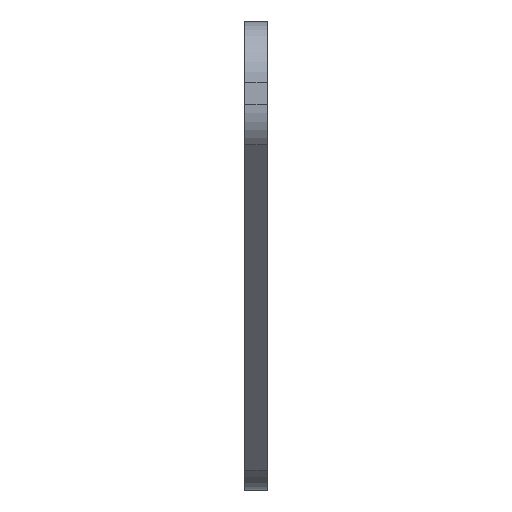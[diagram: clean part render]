
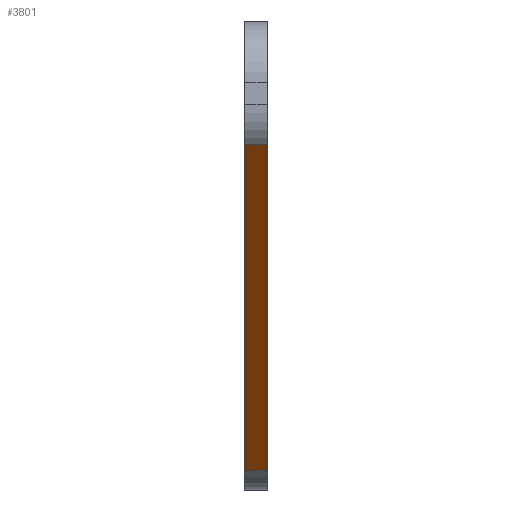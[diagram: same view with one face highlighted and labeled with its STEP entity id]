
A CAD part, left-side view. The second image highlights one B-rep face of the part: STEP entity #3801.
In plain terms, the highlighted planar face has unit normal (-0.737, 0, -0.676).
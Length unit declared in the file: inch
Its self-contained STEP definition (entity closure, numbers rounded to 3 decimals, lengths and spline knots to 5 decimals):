
#171 = CARTESIAN_POINT ( 'NONE',  ( 0.13142, 0., -1.01837 ) ) ;
#206 = VERTEX_POINT ( 'NONE', #2067 ) ;
#367 = DIRECTION ( 'NONE',  ( 0.676, 0., -0.737 ) ) ;
#368 = VECTOR ( 'NONE', #367, 39.37008 ) ;
#374 = ORIENTED_EDGE ( 'NONE', *, *, #2219, .T. ) ;
#398 = VECTOR ( 'NONE', #3671, 39.37008 ) ;
#453 = CARTESIAN_POINT ( 'NONE',  ( 0.13142, 0., -1.01837 ) ) ;
#537 = PLANE ( 'NONE',  #5417 ) ;
#559 = CARTESIAN_POINT ( 'NONE',  ( 0., 0.1875, -0.875 ) ) ;
#623 = DIRECTION ( 'NONE',  ( 0., 1., 0. ) ) ;
#640 = ORIENTED_EDGE ( 'NONE', *, *, #975, .F. ) ;
#975 = EDGE_CURVE ( 'NONE', #1475, #3881, #5051, .T. ) ;
#1274 = CARTESIAN_POINT ( 'NONE',  ( 0., 0., -0.875 ) ) ;
#1425 = CARTESIAN_POINT ( 'NONE',  ( 0., 0., -0.875 ) ) ;
#1441 = DIRECTION ( 'NONE',  ( 0.737, 0., 0.676 ) ) ;
#1475 = VERTEX_POINT ( 'NONE', #453 ) ;
#1906 = FACE_OUTER_BOUND ( 'NONE', #4723, .T. ) ;
#2067 = CARTESIAN_POINT ( 'NONE',  ( 0.13142, 0.1875, -1.01837 ) ) ;
#2190 = LINE ( 'NONE', #171, #4212 ) ;
#2219 = EDGE_CURVE ( 'NONE', #2918, #3881, #4989, .T. ) ;
#2453 = ORIENTED_EDGE ( 'NONE', *, *, #5297, .T. ) ;
#2918 = VERTEX_POINT ( 'NONE', #4160 ) ;
#3530 = LINE ( 'NONE', #559, #398 ) ;
#3671 = DIRECTION ( 'NONE',  ( 0.676, 0., -0.737 ) ) ;
#3801 = ADVANCED_FACE ( 'NONE', ( #1906 ), #537, .F. ) ;
#3808 = EDGE_CURVE ( 'NONE', #206, #2918, #3530, .T. ) ;
#3881 = VERTEX_POINT ( 'NONE', #5068 ) ;
#4148 = ORIENTED_EDGE ( 'NONE', *, *, #3808, .T. ) ;
#4160 = CARTESIAN_POINT ( 'NONE',  ( 2.60137, 0.1875, -3.71286 ) ) ;
#4212 = VECTOR ( 'NONE', #623, 39.37008 ) ;
#4351 = DIRECTION ( 'NONE',  ( 0., -1., 0. ) ) ;
#4558 = DIRECTION ( 'NONE',  ( 0.676, 0., -0.737 ) ) ;
#4723 = EDGE_LOOP ( 'NONE', ( #4148, #374, #640, #2453 ) ) ;
#4800 = CARTESIAN_POINT ( 'NONE',  ( 2.60137, 0., -3.71286 ) ) ;
#4989 = LINE ( 'NONE', #4800, #5046 ) ;
#5046 = VECTOR ( 'NONE', #4351, 39.37008 ) ;
#5051 = LINE ( 'NONE', #1274, #368 ) ;
#5068 = CARTESIAN_POINT ( 'NONE',  ( 2.60137, 0., -3.71286 ) ) ;
#5297 = EDGE_CURVE ( 'NONE', #1475, #206, #2190, .T. ) ;
#5417 = AXIS2_PLACEMENT_3D ( 'NONE', #1425, #1441, #4558 ) ;
